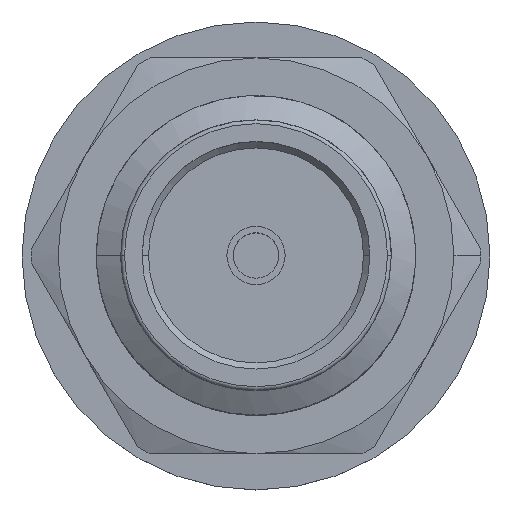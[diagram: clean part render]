
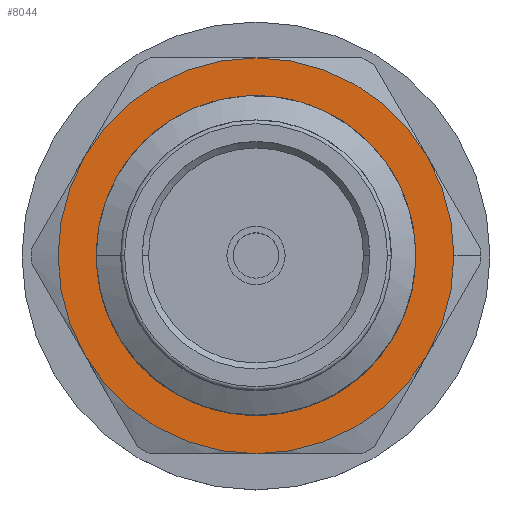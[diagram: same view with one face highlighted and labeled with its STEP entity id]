
A CAD part, top view. The second image highlights one B-rep face of the part: STEP entity #8044.
In plain terms, the highlighted planar face has unit normal (0, 0, 1).
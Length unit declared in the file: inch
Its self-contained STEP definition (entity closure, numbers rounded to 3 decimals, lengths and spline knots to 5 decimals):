
#9 = CARTESIAN_POINT ( 'NONE',  ( -0.12168, 0.00431, 0.185 ) ) ;
#154 = ORIENTED_EDGE ( 'NONE', *, *, #7562, .T. ) ;
#159 = CARTESIAN_POINT ( 'NONE',  ( -0.11856, 0.03664, 0.185 ) ) ;
#320 = CARTESIAN_POINT ( 'NONE',  ( -0.0375, 0.11924, 0.185 ) ) ;
#389 = VERTEX_POINT ( 'NONE', #320 ) ;
#405 = CIRCLE ( 'NONE', #7830, 0.1565 ) ;
#539 = VERTEX_POINT ( 'NONE', #5405 ) ;
#672 = CARTESIAN_POINT ( 'NONE',  ( 0.02381, 0.11865, 0.185 ) ) ;
#710 = CARTESIAN_POINT ( 'NONE',  ( 0., 0., 0.185 ) ) ;
#715 = EDGE_CURVE ( 'NONE', #9294, #8321, #7168, .T. ) ;
#929 = CIRCLE ( 'NONE', #3055, 0.1565 ) ;
#1003 = DIRECTION ( 'NONE',  ( 1., 0., 0. ) ) ;
#1010 = DIRECTION ( 'NONE',  ( 1., 0., 0. ) ) ;
#1092 = EDGE_CURVE ( 'NONE', #8677, #4448, #405, .T. ) ;
#1114 = DIRECTION ( 'NONE',  ( 1., 0., 0. ) ) ;
#1307 = CARTESIAN_POINT ( 'NONE',  ( -0.02738, 0.12176, 0.185 ) ) ;
#1402 = AXIS2_PLACEMENT_3D ( 'NONE', #4038, #1735, #1010 ) ;
#1571 = VERTEX_POINT ( 'NONE', #8592 ) ;
#1581 = EDGE_LOOP ( 'NONE', ( #3366, #6501, #4579, #10193, #2857, #10007, #154 ) ) ;
#1589 = CARTESIAN_POINT ( 'NONE',  ( 0., 0., 0.185 ) ) ;
#1730 = CARTESIAN_POINT ( 'NONE',  ( 0.13553, 0.07825, 0.185 ) ) ;
#1735 = DIRECTION ( 'NONE',  ( 0., 0., 1. ) ) ;
#1787 = CARTESIAN_POINT ( 'NONE',  ( 0., 0., 0.185 ) ) ;
#1947 = CARTESIAN_POINT ( 'NONE',  ( 0.12102, 0., 0.185 ) ) ;
#1976 = CARTESIAN_POINT ( 'NONE',  ( 0., 0., 0.185 ) ) ;
#2093 = CARTESIAN_POINT ( 'NONE',  ( 0.1565, 0., 0.185 ) ) ;
#2137 = DIRECTION ( 'NONE',  ( 1., 0., 0. ) ) ;
#2353 = EDGE_CURVE ( 'NONE', #8259, #539, #8327, .T. ) ;
#2395 = EDGE_CURVE ( 'NONE', #4247, #8246, #5022, .T. ) ;
#2817 = DIRECTION ( 'NONE',  ( 1., 0., 0. ) ) ;
#2857 = ORIENTED_EDGE ( 'NONE', *, *, #5033, .T. ) ;
#2860 = AXIS2_PLACEMENT_3D ( 'NONE', #1787, #6480, #1114 ) ;
#2888 = AXIS2_PLACEMENT_3D ( 'NONE', #1589, #7116, #5608 ) ;
#3055 = AXIS2_PLACEMENT_3D ( 'NONE', #710, #5977, #2817 ) ;
#3366 = ORIENTED_EDGE ( 'NONE', *, *, #715, .T. ) ;
#3375 = CIRCLE ( 'NONE', #4207, 0.1565 ) ;
#3508 = DIRECTION ( 'NONE',  ( 0., 0., -1. ) ) ;
#3657 = CARTESIAN_POINT ( 'NONE',  ( 0.02381, 0.11865, 0.185 ) ) ;
#3898 = ORIENTED_EDGE ( 'NONE', *, *, #5481, .T. ) ;
#3994 = FACE_OUTER_BOUND ( 'NONE', #1581, .T. ) ;
#4038 = CARTESIAN_POINT ( 'NONE',  ( 0., 0., 0.185 ) ) ;
#4207 = AXIS2_PLACEMENT_3D ( 'NONE', #9395, #4840, #6396 ) ;
#4241 = CARTESIAN_POINT ( 'NONE',  ( 0.00347, 0.12275, 0.185 ) ) ;
#4247 = VERTEX_POINT ( 'NONE', #1947 ) ;
#4285 = CARTESIAN_POINT ( 'NONE',  ( -0.01716, 0.12295, 0.185 ) ) ;
#4366 = CARTESIAN_POINT ( 'NONE',  ( 0., 0., 0.185 ) ) ;
#4379 = AXIS2_PLACEMENT_3D ( 'NONE', #9759, #8947, #1003 ) ;
#4440 = CARTESIAN_POINT ( 'NONE',  ( 0.01388, 0.12132, 0.185 ) ) ;
#4448 = VERTEX_POINT ( 'NONE', #4462 ) ;
#4462 = CARTESIAN_POINT ( 'NONE',  ( 0., 0.1565, 0.185 ) ) ;
#4469 = EDGE_CURVE ( 'NONE', #389, #6058, #6024, .T. ) ;
#4579 = ORIENTED_EDGE ( 'NONE', *, *, #1092, .T. ) ;
#4840 = DIRECTION ( 'NONE',  ( 0., 0., 1. ) ) ;
#5022 = CIRCLE ( 'NONE', #9148, 0.12102 ) ;
#5033 = EDGE_CURVE ( 'NONE', #1571, #8259, #6534, .T. ) ;
#5106 = CARTESIAN_POINT ( 'NONE',  ( 0.13553, -0.07825, 0.185 ) ) ;
#5112 = ORIENTED_EDGE ( 'NONE', *, *, #6126, .T. ) ;
#5261 = CARTESIAN_POINT ( 'NONE',  ( 0., 0., 0.185 ) ) ;
#5318 = EDGE_CURVE ( 'NONE', #8321, #8677, #929, .T. ) ;
#5405 = CARTESIAN_POINT ( 'NONE',  ( 0., -0.1565, 0.185 ) ) ;
#5481 = EDGE_CURVE ( 'NONE', #8246, #6058, #5958, .T. ) ;
#5563 = CARTESIAN_POINT ( 'NONE',  ( -0.12099, 0.0206, 0.185 ) ) ;
#5608 = DIRECTION ( 'NONE',  ( 1., 0., 0. ) ) ;
#5826 = CIRCLE ( 'NONE', #6655, 0.12102 ) ;
#5958 = B_SPLINE_CURVE_WITH_KNOTS ( 'NONE', 3,
 ( #7069, #9488, #9, #8620, #5563, #159, #6284, #9441 ),
 .UNSPECIFIED., .F., .F.,
 ( 4, 2, 2, 4 ),
 ( 0.00139, 0.0018, 0.00221, 0.00303 ),
 .UNSPECIFIED. ) ;
#5962 = CARTESIAN_POINT ( 'NONE',  ( -0.12085, -0.00644, 0.185 ) ) ;
#5977 = DIRECTION ( 'NONE',  ( 0., 0., 1. ) ) ;
#6024 = CIRCLE ( 'NONE', #9807, 0.125 ) ;
#6058 = VERTEX_POINT ( 'NONE', #9820 ) ;
#6062 = CARTESIAN_POINT ( 'NONE',  ( -0.13553, -0.07825, 0.185 ) ) ;
#6076 = DIRECTION ( 'NONE',  ( 1., 0., 0. ) ) ;
#6120 = DIRECTION ( 'NONE',  ( 0., 0., 1. ) ) ;
#6126 = EDGE_CURVE ( 'NONE', #389, #9331, #6217, .T. ) ;
#6217 = B_SPLINE_CURVE_WITH_KNOTS ( 'NONE', 3,
 ( #9922, #1307, #4285, #4241, #4440, #3657 ),
 .UNSPECIFIED., .F., .F.,
 ( 4, 2, 4 ),
 ( 0., 0.00078, 0.00157 ),
 .UNSPECIFIED. ) ;
#6284 = CARTESIAN_POINT ( 'NONE',  ( -0.11559, 0.047, 0.185 ) ) ;
#6396 = DIRECTION ( 'NONE',  ( 1., 0., 0. ) ) ;
#6480 = DIRECTION ( 'NONE',  ( 0., 0., 1. ) ) ;
#6501 = ORIENTED_EDGE ( 'NONE', *, *, #5318, .T. ) ;
#6534 = CIRCLE ( 'NONE', #9827, 0.1565 ) ;
#6655 = AXIS2_PLACEMENT_3D ( 'NONE', #5261, #3508, #8416 ) ;
#7009 = PLANE ( 'NONE',  #2888 ) ;
#7057 = CARTESIAN_POINT ( 'NONE',  ( 0., 0., 0.185 ) ) ;
#7069 = CARTESIAN_POINT ( 'NONE',  ( -0.12085, -0.00644, 0.185 ) ) ;
#7081 = DIRECTION ( 'NONE',  ( 0., 0., 1. ) ) ;
#7116 = DIRECTION ( 'NONE',  ( 0., 0., 1. ) ) ;
#7133 = CARTESIAN_POINT ( 'NONE',  ( 0., 0., 0.185 ) ) ;
#7156 = DIRECTION ( 'NONE',  ( 1., 0., 0. ) ) ;
#7168 = CIRCLE ( 'NONE', #2860, 0.1565 ) ;
#7528 = ORIENTED_EDGE ( 'NONE', *, *, #2395, .T. ) ;
#7562 = EDGE_CURVE ( 'NONE', #539, #9294, #3375, .T. ) ;
#7830 = AXIS2_PLACEMENT_3D ( 'NONE', #7057, #8605, #7156 ) ;
#7913 = DIRECTION ( 'NONE',  ( 1., 0., 0. ) ) ;
#8044 = ADVANCED_FACE ( 'NONE', ( #3994, #8814 ), #7009, .T. ) ;
#8246 = VERTEX_POINT ( 'NONE', #5962 ) ;
#8259 = VERTEX_POINT ( 'NONE', #6062 ) ;
#8321 = VERTEX_POINT ( 'NONE', #2093 ) ;
#8327 = CIRCLE ( 'NONE', #1402, 0.1565 ) ;
#8403 = ORIENTED_EDGE ( 'NONE', *, *, #4469, .F. ) ;
#8416 = DIRECTION ( 'NONE',  ( 1., 0., 0. ) ) ;
#8592 = CARTESIAN_POINT ( 'NONE',  ( -0.13553, 0.07825, 0.185 ) ) ;
#8605 = DIRECTION ( 'NONE',  ( 0., 0., 1. ) ) ;
#8620 = CARTESIAN_POINT ( 'NONE',  ( -0.12146, 0.01513, 0.185 ) ) ;
#8648 = EDGE_CURVE ( 'NONE', #4448, #1571, #9009, .T. ) ;
#8677 = VERTEX_POINT ( 'NONE', #1730 ) ;
#8814 = FACE_BOUND ( 'NONE', #10135, .T. ) ;
#8947 = DIRECTION ( 'NONE',  ( 0., 0., 1. ) ) ;
#9009 = CIRCLE ( 'NONE', #4379, 0.1565 ) ;
#9148 = AXIS2_PLACEMENT_3D ( 'NONE', #1976, #9205, #2137 ) ;
#9205 = DIRECTION ( 'NONE',  ( 0., 0., -1. ) ) ;
#9294 = VERTEX_POINT ( 'NONE', #5106 ) ;
#9331 = VERTEX_POINT ( 'NONE', #672 ) ;
#9395 = CARTESIAN_POINT ( 'NONE',  ( 0., 0., 0.185 ) ) ;
#9441 = CARTESIAN_POINT ( 'NONE',  ( -0.11124, 0.05701, 0.185 ) ) ;
#9488 = CARTESIAN_POINT ( 'NONE',  ( -0.12145, -0.00108, 0.185 ) ) ;
#9691 = ORIENTED_EDGE ( 'NONE', *, *, #10044, .T. ) ;
#9759 = CARTESIAN_POINT ( 'NONE',  ( 0., 0., 0.185 ) ) ;
#9807 = AXIS2_PLACEMENT_3D ( 'NONE', #4366, #6120, #6076 ) ;
#9820 = CARTESIAN_POINT ( 'NONE',  ( -0.11124, 0.05701, 0.185 ) ) ;
#9827 = AXIS2_PLACEMENT_3D ( 'NONE', #7133, #7081, #7913 ) ;
#9922 = CARTESIAN_POINT ( 'NONE',  ( -0.0375, 0.11924, 0.185 ) ) ;
#10007 = ORIENTED_EDGE ( 'NONE', *, *, #2353, .T. ) ;
#10044 = EDGE_CURVE ( 'NONE', #9331, #4247, #5826, .T. ) ;
#10135 = EDGE_LOOP ( 'NONE', ( #8403, #5112, #9691, #7528, #3898 ) ) ;
#10193 = ORIENTED_EDGE ( 'NONE', *, *, #8648, .T. ) ;
